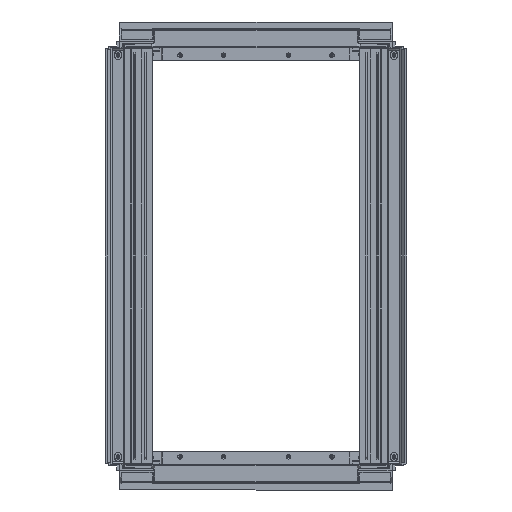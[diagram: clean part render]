
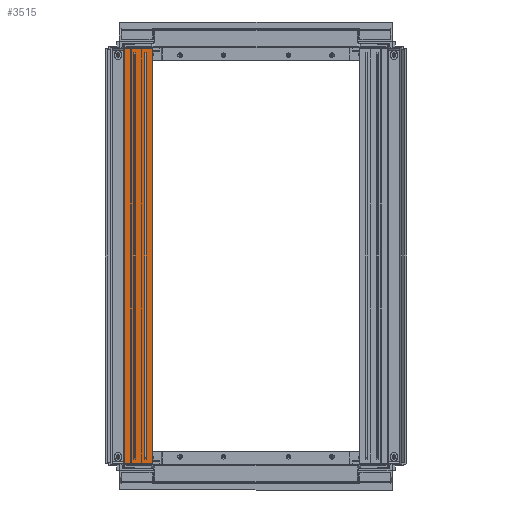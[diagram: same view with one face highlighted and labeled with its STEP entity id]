
A CAD part, left-side view. The second image highlights one B-rep face of the part: STEP entity #3515.
In plain terms, the highlighted face is planar.
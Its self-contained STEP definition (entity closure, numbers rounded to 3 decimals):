
#3089 = EDGE_CURVE ( 'NONE', #4024, #4031, #16075, .T. ) ;
#3515 = ADVANCED_FACE ( 'NONE', ( #16299, #16302, #16300 ), #17048, .F. ) ;
#4024 = VERTEX_POINT ( 'NONE', #19927 ) ;
#4031 = VERTEX_POINT ( 'NONE', #19936 ) ;
#4156 = VERTEX_POINT ( 'NONE', #20137 ) ;
#4161 = VERTEX_POINT ( 'NONE', #20145 ) ;
#4163 = VERTEX_POINT ( 'NONE', #20148 ) ;
#4164 = VERTEX_POINT ( 'NONE', #20149 ) ;
#4165 = VERTEX_POINT ( 'NONE', #20151 ) ;
#4166 = VERTEX_POINT ( 'NONE', #20152 ) ;
#4167 = VERTEX_POINT ( 'NONE', #20154 ) ;
#4169 = VERTEX_POINT ( 'NONE', #20158 ) ;
#4170 = VERTEX_POINT ( 'NONE', #20160 ) ;
#4174 = VERTEX_POINT ( 'NONE', #20165 ) ;
#4644 = EDGE_CURVE ( 'NONE', #4161, #4164, #19001, .T. ) ;
#4645 = EDGE_CURVE ( 'NONE', #4163, #4161, #18999, .T. ) ;
#4646 = EDGE_CURVE ( 'NONE', #4166, #4163, #19003, .T. ) ;
#4647 = EDGE_CURVE ( 'NONE', #4164, #4166, #19005, .T. ) ;
#4648 = EDGE_CURVE ( 'NONE', #4156, #4169, #19007, .T. ) ;
#4649 = EDGE_CURVE ( 'NONE', #4165, #4156, #19009, .T. ) ;
#4650 = EDGE_CURVE ( 'NONE', #4170, #4165, #19011, .T. ) ;
#4651 = EDGE_CURVE ( 'NONE', #4169, #4170, #19013, .T. ) ;
#4652 = EDGE_CURVE ( 'NONE', #4031, #4167, #19015, .T. ) ;
#4653 = EDGE_CURVE ( 'NONE', #4167, #4174, #19019, .T. ) ;
#4654 = EDGE_CURVE ( 'NONE', #4024, #4174, #19021, .T. ) ;
#4835 = ORIENTED_EDGE ( 'NONE', *, *, #4644, .F. ) ;
#4836 = ORIENTED_EDGE ( 'NONE', *, *, #4645, .F. ) ;
#4837 = ORIENTED_EDGE ( 'NONE', *, *, #4646, .F. ) ;
#4838 = ORIENTED_EDGE ( 'NONE', *, *, #4647, .F. ) ;
#4839 = ORIENTED_EDGE ( 'NONE', *, *, #4648, .F. ) ;
#4840 = ORIENTED_EDGE ( 'NONE', *, *, #4649, .F. ) ;
#4841 = ORIENTED_EDGE ( 'NONE', *, *, #4650, .F. ) ;
#4842 = ORIENTED_EDGE ( 'NONE', *, *, #4651, .F. ) ;
#4843 = ORIENTED_EDGE ( 'NONE', *, *, #4652, .T. ) ;
#4844 = ORIENTED_EDGE ( 'NONE', *, *, #4653, .T. ) ;
#4845 = ORIENTED_EDGE ( 'NONE', *, *, #4654, .F. ) ;
#4846 = ORIENTED_EDGE ( 'NONE', *, *, #3089, .T. ) ;
#5013 = EDGE_LOOP ( 'NONE', ( #4839, #4840, #4841, #4842 ) ) ;
#5014 = EDGE_LOOP ( 'NONE', ( #4843, #4844, #4845, #4846 ) ) ;
#5020 = EDGE_LOOP ( 'NONE', ( #4835, #4836, #4837, #4838 ) ) ;
#16050 = CARTESIAN_POINT ( 'NONE',  ( 0., -8.651, 297. ) ) ;
#16052 = DIRECTION ( 'NONE',  ( 0., 0., -1. ) ) ;
#16075 = LINE ( 'NONE', #16050, #16077 ) ;
#16077 = VECTOR ( 'NONE', #16052, 1000. ) ;
#16299 = FACE_BOUND ( 'NONE', #5020, .T. ) ;
#16300 = FACE_OUTER_BOUND ( 'NONE', #5014, .T. ) ;
#16302 = FACE_BOUND ( 'NONE', #5013, .T. ) ;
#17040 = DIRECTION ( 'NONE',  ( -1., 0., 0. ) ) ;
#17046 = CARTESIAN_POINT ( 'NONE',  ( 0., -9., 297. ) ) ;
#17048 = PLANE ( 'NONE',  #17185 ) ;
#17050 = DIRECTION ( 'NONE',  ( 0., 0., 1. ) ) ;
#17185 = AXIS2_PLACEMENT_3D ( 'NONE', #17046, #17040, #17050 ) ;
#18999 = LINE ( 'NONE', #21169, #19006 ) ;
#19001 = LINE ( 'NONE', #21173, #19004 ) ;
#19003 = LINE ( 'NONE', #21171, #19008 ) ;
#19004 = VECTOR ( 'NONE', #21175, 1000. ) ;
#19005 = LINE ( 'NONE', #21174, #19010 ) ;
#19006 = VECTOR ( 'NONE', #21176, 1000. ) ;
#19007 = LINE ( 'NONE', #21177, #19012 ) ;
#19008 = VECTOR ( 'NONE', #21178, 1000. ) ;
#19009 = LINE ( 'NONE', #21179, #19014 ) ;
#19010 = VECTOR ( 'NONE', #21180, 1000. ) ;
#19011 = LINE ( 'NONE', #21181, #19016 ) ;
#19012 = VECTOR ( 'NONE', #21182, 1000. ) ;
#19013 = LINE ( 'NONE', #21183, #19018 ) ;
#19014 = VECTOR ( 'NONE', #21184, 1000. ) ;
#19015 = LINE ( 'NONE', #21185, #19020 ) ;
#19016 = VECTOR ( 'NONE', #21186, 1000. ) ;
#19018 = VECTOR ( 'NONE', #21188, 1000. ) ;
#19019 = LINE ( 'NONE', #21191, #19022 ) ;
#19020 = VECTOR ( 'NONE', #21190, 1000. ) ;
#19021 = LINE ( 'NONE', #21193, #19024 ) ;
#19022 = VECTOR ( 'NONE', #21192, 1000. ) ;
#19024 = VECTOR ( 'NONE', #21194, 1000. ) ;
#19927 = CARTESIAN_POINT ( 'NONE',  ( 0., -8.651, 287.195 ) ) ;
#19936 = CARTESIAN_POINT ( 'NONE',  ( 0., -8.651, -287.195 ) ) ;
#20137 = CARTESIAN_POINT ( 'NONE',  ( 0., 3.991, -281.709 ) ) ;
#20145 = CARTESIAN_POINT ( 'NONE',  ( 0., 18.991, -281.709 ) ) ;
#20148 = CARTESIAN_POINT ( 'NONE',  ( 0., 18.991, 281.709 ) ) ;
#20149 = CARTESIAN_POINT ( 'NONE',  ( 0., 21.209, -281.709 ) ) ;
#20151 = CARTESIAN_POINT ( 'NONE',  ( 0., 3.991, 281.709 ) ) ;
#20152 = CARTESIAN_POINT ( 'NONE',  ( 0., 21.209, 281.709 ) ) ;
#20154 = CARTESIAN_POINT ( 'NONE',  ( 0., 29., -287.195 ) ) ;
#20158 = CARTESIAN_POINT ( 'NONE',  ( 0., 6.209, -281.709 ) ) ;
#20160 = CARTESIAN_POINT ( 'NONE',  ( 0., 6.209, 281.709 ) ) ;
#20165 = CARTESIAN_POINT ( 'NONE',  ( 0., 29., 287.195 ) ) ;
#21169 = CARTESIAN_POINT ( 'NONE',  ( 0., 18.991, 281.5 ) ) ;
#21171 = CARTESIAN_POINT ( 'NONE',  ( 0., 21., 281.709 ) ) ;
#21173 = CARTESIAN_POINT ( 'NONE',  ( 0., 21., -281.709 ) ) ;
#21174 = CARTESIAN_POINT ( 'NONE',  ( 0., 21.209, 281.5 ) ) ;
#21175 = DIRECTION ( 'NONE',  ( 0., 1., 0. ) ) ;
#21176 = DIRECTION ( 'NONE',  ( 0., 0., -1. ) ) ;
#21177 = CARTESIAN_POINT ( 'NONE',  ( 0., 6., -281.709 ) ) ;
#21178 = DIRECTION ( 'NONE',  ( 0., -1., 0. ) ) ;
#21179 = CARTESIAN_POINT ( 'NONE',  ( 0., 3.991, 281.5 ) ) ;
#21180 = DIRECTION ( 'NONE',  ( 0., 0., 1. ) ) ;
#21181 = CARTESIAN_POINT ( 'NONE',  ( 0., 6., 281.709 ) ) ;
#21182 = DIRECTION ( 'NONE',  ( 0., 1., 0. ) ) ;
#21183 = CARTESIAN_POINT ( 'NONE',  ( 0., 6.209, 281.5 ) ) ;
#21184 = DIRECTION ( 'NONE',  ( 0., 0., -1. ) ) ;
#21185 = CARTESIAN_POINT ( 'NONE',  ( 0., -9., -287.195 ) ) ;
#21186 = DIRECTION ( 'NONE',  ( 0., -1., 0. ) ) ;
#21188 = DIRECTION ( 'NONE',  ( 0., 0., 1. ) ) ;
#21190 = DIRECTION ( 'NONE',  ( 0., 1., 0. ) ) ;
#21191 = CARTESIAN_POINT ( 'NONE',  ( 0., 29., 297. ) ) ;
#21192 = DIRECTION ( 'NONE',  ( 0., 0., 1. ) ) ;
#21193 = CARTESIAN_POINT ( 'NONE',  ( 0., -26., 287.195 ) ) ;
#21194 = DIRECTION ( 'NONE',  ( 0., 1., 0. ) ) ;
